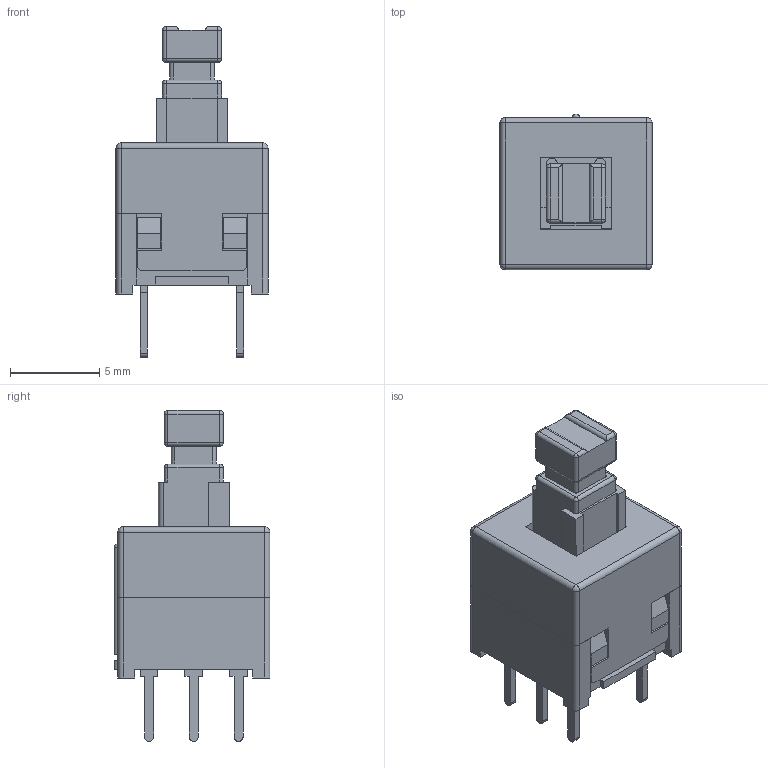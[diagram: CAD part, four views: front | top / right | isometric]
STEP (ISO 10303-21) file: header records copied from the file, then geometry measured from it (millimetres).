
FILE_DESCRIPTION(/* description */ (''),/* implementation_level */ '2;1');
FILE_NAME(/* name */ 'SW_Push_DPDT_8.5x8.5mm.step',/* time_stamp */ '2022-09-23T17:36:45+08:00',/* author */ (''),/* organization */ (''),/* preprocessor_version */ 'ST-DEVELOPER v19',/* originating_system */ 'Autodesk Translation Framework v11.7.0.108',/* authorisation */ '');
FILE_SCHEMA (('AUTOMOTIVE_DESIGN { 1 0 10303 214 3 1 1 }'));
Length unit declared in the file: millimetre
Products named in the file (2): xkb8585-z-150; 零部件1
Assembly tree (1 placements, depth 2):
  xkb8585-z-150
    零部件1
Bounding box: 8.5 x 8.7 x 18.5 mm (x, y, z)
Volume: 642.6 mm3; surface area: 832.8 mm2
Topology: 9 solids, 9 shells, 238 faces, 595 edges, 382 vertices
Faces by surface type: plane 167, cylinder 54, sphere 16, bspline 1
Entity records: 7077 total; most frequent: CARTESIAN_POINT 1232, ORIENTED_EDGE 1190, DIRECTION 1182, EDGE_CURVE 595, LINE 488, VECTOR 488, VERTEX_POINT 382, AXIS2_PLACEMENT_3D 347
